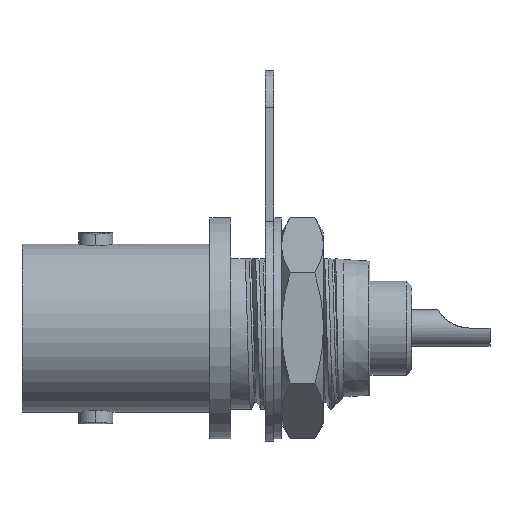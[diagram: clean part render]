
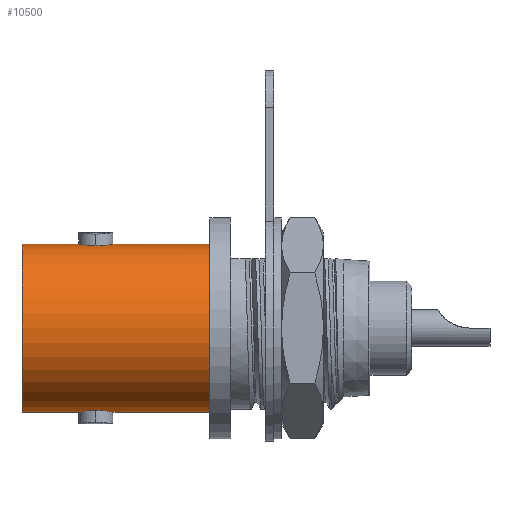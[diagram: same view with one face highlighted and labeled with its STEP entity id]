
A CAD part, top view. The second image highlights one B-rep face of the part: STEP entity #10500.
In plain terms, the highlighted cylindrical face has radius 4.825 mm (diameter 9.65 mm), a partial arc.
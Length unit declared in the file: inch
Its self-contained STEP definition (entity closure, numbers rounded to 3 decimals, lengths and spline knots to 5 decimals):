
#3303=CARTESIAN_POINT('',(0.4252,0.,0.));
#3304=DIRECTION('',(1.,0.,0.));
#3305=DIRECTION('',(0.,1.,0.));
#3306=AXIS2_PLACEMENT_3D('',#3303,#3304,#3305);
#3336=DIRECTION('',(-1.,0.,0.));
#3337=VECTOR('',#3336,0.21929);
#3338=CARTESIAN_POINT('',(0.4252,-0.18996,0.));
#3339=LINE('',#3338,#3337);
#3340=DIRECTION('',(1.,0.,0.));
#3341=VECTOR('',#3340,0.21929);
#3342=CARTESIAN_POINT('',(0.20591,0.18996,0.));
#3343=LINE('',#3342,#3341);
#3372=DIRECTION('',(1.,0.,0.));
#3373=VECTOR('',#3372,0.12795);
#3374=CARTESIAN_POINT('',(0.,0.18996,0.));
#3375=LINE('',#3374,#3373);
#3376=DIRECTION('',(-1.,0.,0.));
#3377=VECTOR('',#3376,0.12795);
#3378=CARTESIAN_POINT('',(0.12795,-0.18996,0.));
#3379=LINE('',#3378,#3377);
#3403=CARTESIAN_POINT('',(0.16693,0.18592,
0.03898));
#3404=CARTESIAN_POINT('',(0.16489,0.18592,
0.03898));
#3405=CARTESIAN_POINT('',(0.16087,0.18599,
0.03866));
#3406=CARTESIAN_POINT('',(0.15492,0.18628,
0.03725));
#3407=CARTESIAN_POINT('',(0.14924,0.18673,
0.03491));
#3408=CARTESIAN_POINT('',(0.14396,0.18731,
0.03169));
#3409=CARTESIAN_POINT('',(0.13925,0.18795,
0.02768));
#3410=CARTESIAN_POINT('',(0.13524,0.18859,
0.02297));
#3411=CARTESIAN_POINT('',(0.13202,0.18916,
0.01769));
#3412=CARTESIAN_POINT('',(0.12968,0.18961,
0.01202));
#3413=CARTESIAN_POINT('',(0.12827,0.1899,
0.00607));
#3414=CARTESIAN_POINT('',(0.12795,0.18996,
0.00204));
#3415=CARTESIAN_POINT('',(0.12795,0.18996,0.));
#3417=CARTESIAN_POINT('',(0.12795,-0.18996,0.));
#3418=CARTESIAN_POINT('',(0.12795,-0.18996,
0.00204));
#3419=CARTESIAN_POINT('',(0.12827,-0.1899,
0.00607));
#3420=CARTESIAN_POINT('',(0.12968,-0.18961,
0.01202));
#3421=CARTESIAN_POINT('',(0.13202,-0.18916,
0.01769));
#3422=CARTESIAN_POINT('',(0.13524,-0.18859,
0.02297));
#3423=CARTESIAN_POINT('',(0.13925,-0.18795,
0.02768));
#3424=CARTESIAN_POINT('',(0.14396,-0.18731,
0.03169));
#3425=CARTESIAN_POINT('',(0.14924,-0.18673,
0.03491));
#3426=CARTESIAN_POINT('',(0.15492,-0.18628,
0.03725));
#3427=CARTESIAN_POINT('',(0.16087,-0.18599,
0.03866));
#3428=CARTESIAN_POINT('',(0.16489,-0.18592,
0.03898));
#3429=CARTESIAN_POINT('',(0.16693,-0.18592,
0.03898));
#3454=CARTESIAN_POINT('',(0.16693,0.18592,
0.03898));
#3455=CARTESIAN_POINT('',(0.16895,0.18592,
0.03898));
#3456=CARTESIAN_POINT('',(0.173,0.18599,
0.03866));
#3457=CARTESIAN_POINT('',(0.17894,0.18628,
0.03725));
#3458=CARTESIAN_POINT('',(0.18462,0.18673,
0.03491));
#3459=CARTESIAN_POINT('',(0.18989,0.18731,
0.03169));
#3460=CARTESIAN_POINT('',(0.1946,0.18795,
0.02768));
#3461=CARTESIAN_POINT('',(0.19862,0.18859,
0.02297));
#3462=CARTESIAN_POINT('',(0.20184,0.18916,
0.01769));
#3463=CARTESIAN_POINT('',(0.20417,0.18961,
0.01202));
#3464=CARTESIAN_POINT('',(0.20559,0.1899,
0.00608));
#3465=CARTESIAN_POINT('',(0.20591,0.18996,
0.00202));
#3466=CARTESIAN_POINT('',(0.20591,0.18996,0.));
#3503=CARTESIAN_POINT('',(0.20591,-0.18996,0.));
#3504=CARTESIAN_POINT('',(0.20591,-0.18996,
0.00202));
#3505=CARTESIAN_POINT('',(0.20559,-0.1899,
0.00608));
#3506=CARTESIAN_POINT('',(0.20417,-0.18961,
0.01202));
#3507=CARTESIAN_POINT('',(0.20184,-0.18916,
0.01769));
#3508=CARTESIAN_POINT('',(0.19862,-0.18859,
0.02297));
#3509=CARTESIAN_POINT('',(0.1946,-0.18795,
0.02768));
#3510=CARTESIAN_POINT('',(0.18989,-0.18731,
0.03169));
#3511=CARTESIAN_POINT('',(0.18462,-0.18673,
0.03491));
#3512=CARTESIAN_POINT('',(0.17894,-0.18628,
0.03725));
#3513=CARTESIAN_POINT('',(0.173,-0.18599,
0.03866));
#3514=CARTESIAN_POINT('',(0.16895,-0.18592,
0.03898));
#3515=CARTESIAN_POINT('',(0.16693,-0.18592,
0.03898));
#3544=CARTESIAN_POINT('',(0.,0.,0.));
#3545=DIRECTION('',(-1.,0.,0.));
#3546=DIRECTION('',(0.,-1.,0.));
#3547=AXIS2_PLACEMENT_3D('',#3544,#3545,#3546);
#7004=CARTESIAN_POINT('',(0.,-0.18996,0.));
#7005=CARTESIAN_POINT('',(0.,0.18996,0.));
#7006=VERTEX_POINT('',#7004);
#7007=VERTEX_POINT('',#7005);
#7016=CARTESIAN_POINT('',(0.12795,-0.18996,0.));
#7017=VERTEX_POINT('',#7016);
#7018=CARTESIAN_POINT('',(0.12795,0.18996,0.));
#7019=VERTEX_POINT('',#7018);
#7024=VERTEX_POINT('',#3429);
#7025=VERTEX_POINT('',#3403);
#7028=VERTEX_POINT('',#3503);
#7029=VERTEX_POINT('',#3466);
#7030=CARTESIAN_POINT('',(0.4252,-0.18996,0.));
#7031=VERTEX_POINT('',#7030);
#7034=CARTESIAN_POINT('',(0.4252,0.18996,0.));
#7035=VERTEX_POINT('',#7034);
#10479=CARTESIAN_POINT('',(-0.03937,0.,0.));
#10480=DIRECTION('',(1.,0.,0.));
#10481=DIRECTION('',(0.,-1.,0.));
#10482=AXIS2_PLACEMENT_3D('',#10479,#10480,#10481);
#10483=CYLINDRICAL_SURFACE('',#10482,0.18996);
#10485=ORIENTED_EDGE('',*,*,#10484,.F.);
#10487=ORIENTED_EDGE('',*,*,#10486,.T.);
#10488=ORIENTED_EDGE('',*,*,#10447,.T.);
#10489=ORIENTED_EDGE('',*,*,#10430,.T.);
#10490=ORIENTED_EDGE('',*,*,#10444,.T.);
#10492=ORIENTED_EDGE('',*,*,#10491,.T.);
#10493=ORIENTED_EDGE('',*,*,#10468,.F.);
#10494=ORIENTED_EDGE('',*,*,#10457,.T.);
#10496=ORIENTED_EDGE('',*,*,#10495,.T.);
#10497=ORIENTED_EDGE('',*,*,#10453,.T.);
#10498=EDGE_LOOP('',(#10485,#10487,#10488,#10489,#10490,#10492,#10493,#10494,
#10496,#10497));
#10499=FACE_OUTER_BOUND('',#10498,.F.);
#10500=ADVANCED_FACE('',(#10499),#10483,.T.);
#3307=CIRCLE('',#3306,0.18996);
#3416=B_SPLINE_CURVE_WITH_KNOTS('',3,(#3403,#3404,#3405,#3406,#3407,#3408,#3409,
#3410,#3411,#3412,#3413,#3414,#3415),.UNSPECIFIED.,.F.,.F.,(4,1,1,1,1,1,1,1,1,1,
4),(0.,0.1,0.2,0.3,0.4,0.5,0.6,0.7,0.8,0.9,1.),
.UNSPECIFIED.);
#3430=B_SPLINE_CURVE_WITH_KNOTS('',3,(#3417,#3418,#3419,#3420,#3421,#3422,#3423,
#3424,#3425,#3426,#3427,#3428,#3429),.UNSPECIFIED.,.F.,.F.,(4,1,1,1,1,1,1,1,1,1,
4),(0.,0.1,0.2,0.3,0.4,0.5,0.6,0.7,0.8,0.9,1.),
.UNSPECIFIED.);
#3467=B_SPLINE_CURVE_WITH_KNOTS('',3,(#3454,#3455,#3456,#3457,#3458,#3459,#3460,
#3461,#3462,#3463,#3464,#3465,#3466),.UNSPECIFIED.,.F.,.F.,(4,1,1,1,1,1,1,1,1,1,
4),(0.,0.1,0.2,0.3,0.4,0.5,0.6,0.7,0.8,0.9,1.),
.UNSPECIFIED.);
#3516=B_SPLINE_CURVE_WITH_KNOTS('',3,(#3503,#3504,#3505,#3506,#3507,#3508,#3509,
#3510,#3511,#3512,#3513,#3514,#3515),.UNSPECIFIED.,.F.,.F.,(4,1,1,1,1,1,1,1,1,1,
4),(0.,0.1,0.2,0.3,0.4,0.5,0.6,0.7,0.8,0.9,1.),
.UNSPECIFIED.);
#3548=CIRCLE('',#3547,0.18996);
#10430=EDGE_CURVE('',#7035,#7031,#3307,.T.);
#10444=EDGE_CURVE('',#7031,#7028,#3339,.T.);
#10447=EDGE_CURVE('',#7029,#7035,#3343,.T.);
#10453=EDGE_CURVE('',#7007,#7019,#3375,.T.);
#10457=EDGE_CURVE('',#7017,#7006,#3379,.T.);
#10468=EDGE_CURVE('',#7017,#7024,#3430,.T.);
#10484=EDGE_CURVE('',#7025,#7019,#3416,.T.);
#10486=EDGE_CURVE('',#7025,#7029,#3467,.T.);
#10491=EDGE_CURVE('',#7028,#7024,#3516,.T.);
#10495=EDGE_CURVE('',#7006,#7007,#3548,.T.);
